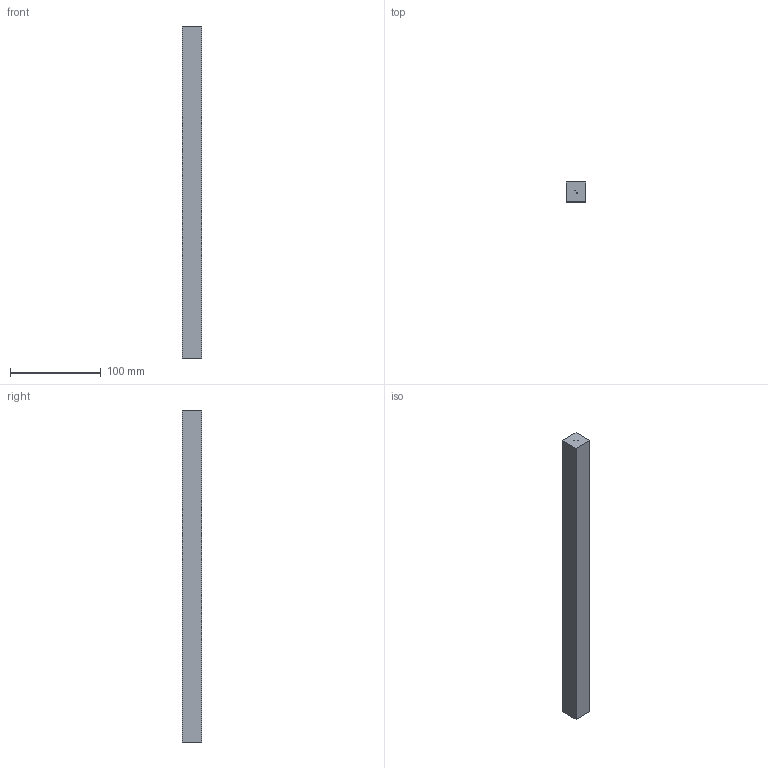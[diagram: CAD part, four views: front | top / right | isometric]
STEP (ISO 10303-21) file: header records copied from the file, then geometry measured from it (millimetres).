
FILE_DESCRIPTION(('Open CASCADE Model'),'2;1');
FILE_NAME('Open CASCADE Shape Model','2013-10-08T12:13:20',('Author'),( 'Open CASCADE'),'Open CASCADE STEP processor 6.5','Open CASCADE 6.5' ,'Unknown');
FILE_SCHEMA(('AUTOMOTIVE_DESIGN_CC2 { 1 2 10303 214 -1 1 5 4 }'));
Length unit declared in the file: millimetre
Products named in the file (8): Open CASCADE STEP translator 6.5 1; Open CASCADE STEP translator 6.5 1.1; Open CASCADE STEP translator 6.5 1.2; Open CASCADE STEP translator 6.5 1.3; Open CASCADE STEP translator 6.5 1.4; Open CASCADE STEP translator 6.5 1.5; Open CASCADE STEP translator 6.5 1.6; Open CASCADE STEP translator 6.5 1.7
Assembly tree (7 placements, depth 2):
  Open CASCADE STEP translator 6.5 1
    Open CASCADE STEP translator 6.5 1.1
    Open CASCADE STEP translator 6.5 1.2
    Open CASCADE STEP translator 6.5 1.3
    Open CASCADE STEP translator 6.5 1.4
    Open CASCADE STEP translator 6.5 1.5
    Open CASCADE STEP translator 6.5 1.6
    Open CASCADE STEP translator 6.5 1.7
Bounding box: 21.42 x 21.42 x 365.76 mm (x, y, z)
Volume: 168335.2 mm3; surface area: 39291.1 mm2
Topology: 7 solids, 7 shells, 28 faces, 42 edges, 28 vertices
Faces by surface type: plane 18, cylinder 10
Full cylindrical faces by diameter (mm): 0.419 x4, 0.636 x4, 0.95 x2
Entity records: 1312 total; most frequent: DIRECTION 218, CARTESIAN_POINT 190, LINE 86, VECTOR 86, ORIENTED_EDGE 84, PCURVE 84, DEFINITIONAL_REPRESENTATION 84, AXIS2_PLACEMENT_3D 56
